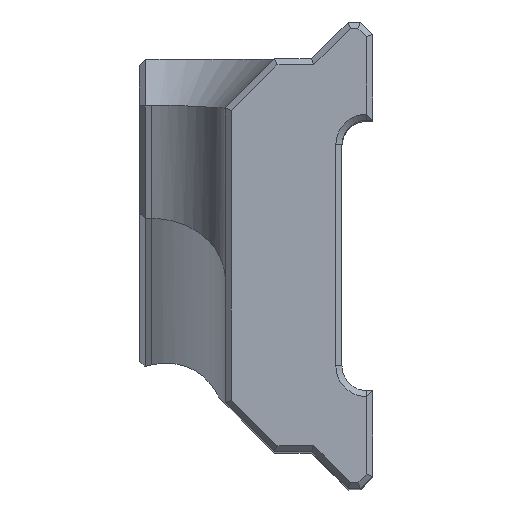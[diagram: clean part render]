
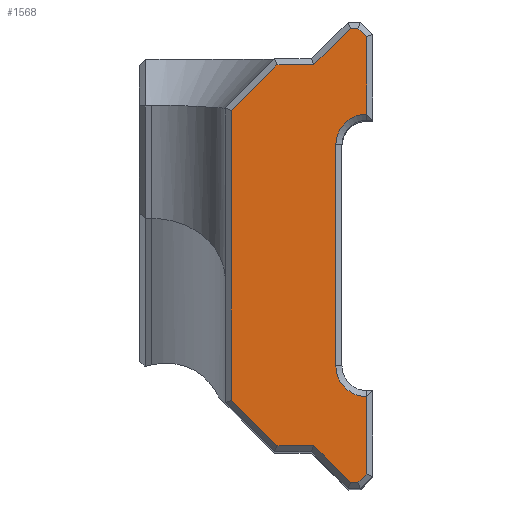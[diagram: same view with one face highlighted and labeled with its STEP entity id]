
A CAD part, top view. The second image highlights one B-rep face of the part: STEP entity #1568.
In plain terms, the highlighted planar face has unit normal (0, 0, 1).
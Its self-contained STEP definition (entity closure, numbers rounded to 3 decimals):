
#102=CIRCLE('',#1650,2.5);
#105=CIRCLE('',#1670,2.5);
#314=ORIENTED_EDGE('',*,*,#708,.T.);
#315=ORIENTED_EDGE('',*,*,#709,.T.);
#316=ORIENTED_EDGE('',*,*,#710,.T.);
#317=ORIENTED_EDGE('',*,*,#711,.T.);
#318=ORIENTED_EDGE('',*,*,#637,.T.);
#319=ORIENTED_EDGE('',*,*,#634,.T.);
#320=ORIENTED_EDGE('',*,*,#631,.T.);
#321=ORIENTED_EDGE('',*,*,#628,.T.);
#322=ORIENTED_EDGE('',*,*,#625,.T.);
#323=ORIENTED_EDGE('',*,*,#622,.T.);
#324=ORIENTED_EDGE('',*,*,#621,.T.);
#325=ORIENTED_EDGE('',*,*,#670,.T.);
#326=ORIENTED_EDGE('',*,*,#673,.T.);
#327=ORIENTED_EDGE('',*,*,#617,.T.);
#328=ORIENTED_EDGE('',*,*,#614,.T.);
#329=ORIENTED_EDGE('',*,*,#612,.T.);
#612=EDGE_CURVE('',#829,#832,#969,.T.);
#614=EDGE_CURVE('',#817,#829,#971,.T.);
#617=EDGE_CURVE('',#833,#817,#102,.T.);
#621=EDGE_CURVE('',#836,#838,#976,.T.);
#622=EDGE_CURVE('',#839,#836,#977,.T.);
#625=EDGE_CURVE('',#841,#839,#980,.T.);
#628=EDGE_CURVE('',#843,#841,#983,.T.);
#631=EDGE_CURVE('',#845,#843,#986,.T.);
#634=EDGE_CURVE('',#847,#845,#989,.T.);
#637=EDGE_CURVE('',#849,#847,#992,.T.);
#670=EDGE_CURVE('',#838,#870,#105,.T.);
#673=EDGE_CURVE('',#870,#833,#1019,.T.);
#708=EDGE_CURVE('',#832,#897,#1032,.T.);
#709=EDGE_CURVE('',#897,#898,#1033,.T.);
#710=EDGE_CURVE('',#898,#899,#1034,.T.);
#711=EDGE_CURVE('',#899,#849,#1035,.T.);
#817=VERTEX_POINT('',#2146);
#829=VERTEX_POINT('',#2218);
#832=VERTEX_POINT('',#2223);
#833=VERTEX_POINT('',#2230);
#836=VERTEX_POINT('',#2237);
#838=VERTEX_POINT('',#2241);
#839=VERTEX_POINT('',#2245);
#841=VERTEX_POINT('',#2251);
#843=VERTEX_POINT('',#2257);
#845=VERTEX_POINT('',#2263);
#847=VERTEX_POINT('',#2269);
#849=VERTEX_POINT('',#2275);
#870=VERTEX_POINT('',#2369);
#897=VERTEX_POINT('',#2560);
#898=VERTEX_POINT('',#2564);
#899=VERTEX_POINT('',#2566);
#969=LINE('',#2224,#1119);
#971=LINE('',#2227,#1121);
#976=LINE('',#2242,#1126);
#977=LINE('',#2244,#1127);
#980=LINE('',#2250,#1130);
#983=LINE('',#2256,#1133);
#986=LINE('',#2262,#1136);
#989=LINE('',#2268,#1139);
#992=LINE('',#2274,#1142);
#1019=LINE('',#2375,#1169);
#1032=LINE('',#2561,#1182);
#1033=LINE('',#2563,#1183);
#1034=LINE('',#2565,#1184);
#1035=LINE('',#2567,#1185);
#1119=VECTOR('',#1794,1000.);
#1121=VECTOR('',#1798,1000.);
#1126=VECTOR('',#1811,1000.);
#1127=VECTOR('',#1814,1000.);
#1130=VECTOR('',#1819,1000.);
#1133=VECTOR('',#1824,1000.);
#1136=VECTOR('',#1829,1000.);
#1139=VECTOR('',#1834,1000.);
#1142=VECTOR('',#1839,1000.);
#1169=VECTOR('',#1898,1000.);
#1182=VECTOR('',#1947,1000.);
#1183=VECTOR('',#1950,1000.);
#1184=VECTOR('',#1951,1000.);
#1185=VECTOR('',#1952,1000.);
#1300=EDGE_LOOP('',(#314,#315,#316,#317,#318,#319,#320,#321,#322,#323,#324,
#325,#326,#327,#328,#329));
#1405=FACE_BOUND('',#1300,.T.);
#1489=PLANE('',#1692);
#1568=ADVANCED_FACE('',(#1405),#1489,.F.);
#1650=AXIS2_PLACEMENT_3D('',#2233,#1804,#1805);
#1670=AXIS2_PLACEMENT_3D('',#2370,#1889,#1890);
#1692=AXIS2_PLACEMENT_3D('',#2562,#1948,#1949);
#1794=DIRECTION('',(-0.707,0.707,0.));
#1798=DIRECTION('',(0.,1.,0.));
#1804=DIRECTION('',(0.,0.,-1.));
#1805=DIRECTION('',(-1.,0.,0.));
#1811=DIRECTION('',(0.,1.,0.));
#1814=DIRECTION('',(0.707,0.707,0.));
#1819=DIRECTION('',(1.,0.,0.));
#1824=DIRECTION('',(0.707,-0.707,0.));
#1829=DIRECTION('',(1.,0.,0.));
#1834=DIRECTION('',(0.707,-0.707,0.));
#1839=DIRECTION('',(0.,-1.,0.));
#1889=DIRECTION('',(0.,0.,-1.));
#1890=DIRECTION('',(-1.,0.,0.));
#1898=DIRECTION('',(0.,1.,0.));
#1947=DIRECTION('',(-1.,0.,0.));
#1948=DIRECTION('',(0.,0.,-1.));
#1949=DIRECTION('',(-1.,0.,0.));
#1950=DIRECTION('',(-0.707,-0.707,0.));
#1951=DIRECTION('',(-1.,0.,0.));
#1952=DIRECTION('',(-0.707,-0.707,0.));
#2146=CARTESIAN_POINT('',(64.5,8.495,75.75));
#2218=CARTESIAN_POINT('',(64.5,14.787,75.75));
#2223=CARTESIAN_POINT('',(63.793,15.495,75.75));
#2224=CARTESIAN_POINT('',(63.646,15.641,75.75));
#2227=CARTESIAN_POINT('',(64.5,-6.739,75.75));
#2230=CARTESIAN_POINT('',(62.,5.995,75.75));
#2233=CARTESIAN_POINT('',(64.5,5.995,75.75));
#2237=CARTESIAN_POINT('',(64.5,-20.798,75.75));
#2241=CARTESIAN_POINT('',(64.5,-14.505,75.75));
#2242=CARTESIAN_POINT('',(64.5,-6.739,75.75));
#2244=CARTESIAN_POINT('',(64.646,-20.652,75.75));
#2245=CARTESIAN_POINT('',(63.793,-21.505,75.75));
#2250=CARTESIAN_POINT('',(64.,-21.505,75.75));
#2251=CARTESIAN_POINT('',(63.207,-21.505,75.75));
#2256=CARTESIAN_POINT('',(63.354,-21.652,75.75));
#2257=CARTESIAN_POINT('',(60.207,-18.505,75.75));
#2262=CARTESIAN_POINT('',(60.,-18.505,75.75));
#2263=CARTESIAN_POINT('',(57.207,-18.505,75.75));
#2268=CARTESIAN_POINT('',(57.354,-18.652,75.75));
#2269=CARTESIAN_POINT('',(53.5,-14.798,75.75));
#2274=CARTESIAN_POINT('',(53.5,-6.739,75.75));
#2275=CARTESIAN_POINT('',(53.5,8.787,75.75));
#2369=CARTESIAN_POINT('',(62.,-12.005,75.75));
#2370=CARTESIAN_POINT('',(64.5,-12.005,75.75));
#2375=CARTESIAN_POINT('',(62.,-6.739,75.75));
#2560=CARTESIAN_POINT('',(63.207,15.495,75.75));
#2561=CARTESIAN_POINT('',(63.,15.495,75.75));
#2562=CARTESIAN_POINT('',(53.,-6.739,75.75));
#2563=CARTESIAN_POINT('',(46.987,-0.726,75.75));
#2564=CARTESIAN_POINT('',(60.207,12.495,75.75));
#2565=CARTESIAN_POINT('',(57.,12.495,75.75));
#2566=CARTESIAN_POINT('',(57.207,12.495,75.75));
#2567=CARTESIAN_POINT('',(53.354,8.641,75.75));
